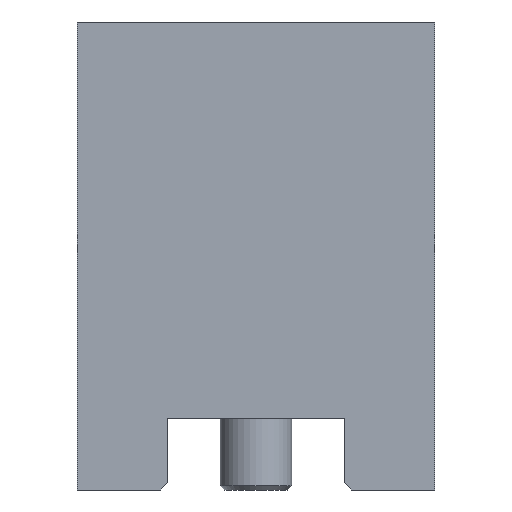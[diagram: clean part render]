
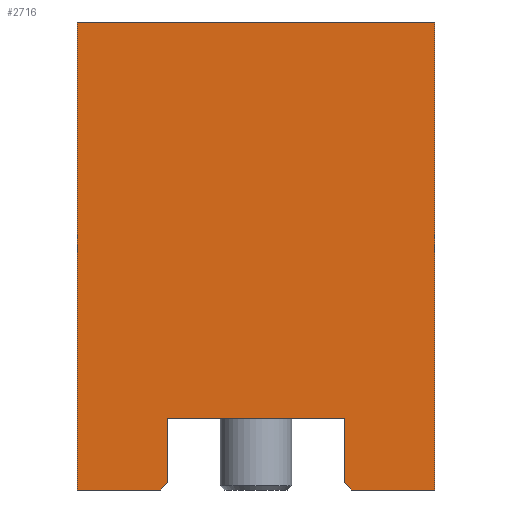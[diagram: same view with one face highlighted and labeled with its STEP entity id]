
A CAD part, front view. The second image highlights one B-rep face of the part: STEP entity #2716.
In plain terms, the highlighted planar face has unit normal (0, -1, 0).
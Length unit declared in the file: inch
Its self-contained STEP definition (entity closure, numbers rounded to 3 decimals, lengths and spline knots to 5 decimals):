
#10 = VECTOR ( 'NONE', #1558, 39.37008 ) ;
#55 = CARTESIAN_POINT ( 'NONE',  ( -0.125, -0.125, -0.201 ) ) ;
#71 = VERTEX_POINT ( 'NONE', #2846 ) ;
#118 = EDGE_CURVE ( 'NONE', #161, #503, #895, .T. ) ;
#125 = CARTESIAN_POINT ( 'NONE',  ( 0.125, -0.125, 0.126 ) ) ;
#143 = ORIENTED_EDGE ( 'NONE', *, *, #1262, .T. ) ;
#161 = VERTEX_POINT ( 'NONE', #421 ) ;
#169 = CARTESIAN_POINT ( 'NONE',  ( -0.096, -0.125, -0.23 ) ) ;
#220 = DIRECTION ( 'NONE',  ( 1., 0., 0. ) ) ;
#246 = VERTEX_POINT ( 'NONE', #2322 ) ;
#275 = ORIENTED_EDGE ( 'NONE', *, *, #1663, .F. ) ;
#368 = DIRECTION ( 'NONE',  ( 1., 0., 0. ) ) ;
#393 = ORIENTED_EDGE ( 'NONE', *, *, #118, .F. ) ;
#409 = ORIENTED_EDGE ( 'NONE', *, *, #2019, .F. ) ;
#421 = CARTESIAN_POINT ( 'NONE',  ( -0.062, -0.125, -0.151 ) ) ;
#472 = CARTESIAN_POINT ( 'NONE',  ( -0.062, -0.125, -0.196 ) ) ;
#483 = ORIENTED_EDGE ( 'NONE', *, *, #2033, .T. ) ;
#484 = LINE ( 'NONE', #1748, #1636 ) ;
#503 = VERTEX_POINT ( 'NONE', #472 ) ;
#539 = CARTESIAN_POINT ( 'NONE',  ( 0.062, -0.125, -0.201 ) ) ;
#626 = CARTESIAN_POINT ( 'NONE',  ( 0.125, -0.125, -0.201 ) ) ;
#655 = ORIENTED_EDGE ( 'NONE', *, *, #1108, .T. ) ;
#675 = VECTOR ( 'NONE', #827, 39.37008 ) ;
#685 = CARTESIAN_POINT ( 'NONE',  ( -0.067, -0.125, -0.201 ) ) ;
#717 = CARTESIAN_POINT ( 'NONE',  ( -0.125, -0.125, -0.201 ) ) ;
#729 = VECTOR ( 'NONE', #1568, 39.37008 ) ;
#799 = DIRECTION ( 'NONE',  ( 0., 0., 1. ) ) ;
#827 = DIRECTION ( 'NONE',  ( 0., 0., 1. ) ) ;
#831 = LINE ( 'NONE', #1308, #2247 ) ;
#844 = LINE ( 'NONE', #1101, #1803 ) ;
#895 = LINE ( 'NONE', #2634, #2347 ) ;
#928 = LINE ( 'NONE', #2424, #2642 ) ;
#977 = EDGE_CURVE ( 'NONE', #1750, #503, #1862, .T. ) ;
#1022 = EDGE_CURVE ( 'NONE', #71, #1443, #1320, .T. ) ;
#1101 = CARTESIAN_POINT ( 'NONE',  ( -0.125, -0.125, -0.201 ) ) ;
#1108 = EDGE_CURVE ( 'NONE', #1327, #71, #844, .T. ) ;
#1173 = CARTESIAN_POINT ( 'NONE',  ( 0.062, -0.125, -0.196 ) ) ;
#1250 = VERTEX_POINT ( 'NONE', #1173 ) ;
#1262 = EDGE_CURVE ( 'NONE', #2210, #1750, #928, .T. ) ;
#1264 = DIRECTION ( 'NONE',  ( 0., 0., -1. ) ) ;
#1308 = CARTESIAN_POINT ( 'NONE',  ( -0.125, -0.125, -0.151 ) ) ;
#1311 = DIRECTION ( 'NONE',  ( 0.707, 0., -0.707 ) ) ;
#1320 = LINE ( 'NONE', #626, #675 ) ;
#1327 = VERTEX_POINT ( 'NONE', #2827 ) ;
#1409 = LINE ( 'NONE', #717, #2044 ) ;
#1429 = ORIENTED_EDGE ( 'NONE', *, *, #2710, .F. ) ;
#1443 = VERTEX_POINT ( 'NONE', #125 ) ;
#1558 = DIRECTION ( 'NONE',  ( 0.707, 0., 0.707 ) ) ;
#1568 = DIRECTION ( 'NONE',  ( 1., 0., 0. ) ) ;
#1603 = LINE ( 'NONE', #1620, #729 ) ;
#1620 = CARTESIAN_POINT ( 'NONE',  ( -0.125, -0.125, 0.126 ) ) ;
#1636 = VECTOR ( 'NONE', #1311, 39.37008 ) ;
#1651 = VERTEX_POINT ( 'NONE', #2088 ) ;
#1663 = EDGE_CURVE ( 'NONE', #246, #1443, #1603, .T. ) ;
#1748 = CARTESIAN_POINT ( 'NONE',  ( -0.029, -0.125, -0.105 ) ) ;
#1750 = VERTEX_POINT ( 'NONE', #685 ) ;
#1801 = LINE ( 'NONE', #539, #2421 ) ;
#1803 = VECTOR ( 'NONE', #368, 39.37008 ) ;
#1817 = FACE_OUTER_BOUND ( 'NONE', #2288, .T. ) ;
#1862 = LINE ( 'NONE', #169, #10 ) ;
#2019 = EDGE_CURVE ( 'NONE', #2210, #246, #1409, .T. ) ;
#2033 = EDGE_CURVE ( 'NONE', #1250, #1327, #484, .T. ) ;
#2044 = VECTOR ( 'NONE', #2692, 39.37008 ) ;
#2084 = AXIS2_PLACEMENT_3D ( 'NONE', #55, #2568, #1264 ) ;
#2088 = CARTESIAN_POINT ( 'NONE',  ( 0.062, -0.125, -0.151 ) ) ;
#2106 = ORIENTED_EDGE ( 'NONE', *, *, #977, .T. ) ;
#2210 = VERTEX_POINT ( 'NONE', #3053 ) ;
#2247 = VECTOR ( 'NONE', #2296, 39.37008 ) ;
#2257 = ORIENTED_EDGE ( 'NONE', *, *, #1022, .T. ) ;
#2288 = EDGE_LOOP ( 'NONE', ( #2559, #483, #655, #2257, #275, #409, #143, #2106, #393, #1429 ) ) ;
#2296 = DIRECTION ( 'NONE',  ( -1., 0., 0. ) ) ;
#2322 = CARTESIAN_POINT ( 'NONE',  ( -0.125, -0.125, 0.126 ) ) ;
#2347 = VECTOR ( 'NONE', #3152, 39.37008 ) ;
#2421 = VECTOR ( 'NONE', #799, 39.37008 ) ;
#2424 = CARTESIAN_POINT ( 'NONE',  ( -0.125, -0.125, -0.201 ) ) ;
#2556 = EDGE_CURVE ( 'NONE', #1250, #1651, #1801, .T. ) ;
#2559 = ORIENTED_EDGE ( 'NONE', *, *, #2556, .F. ) ;
#2568 = DIRECTION ( 'NONE',  ( 0., -1., 0. ) ) ;
#2634 = CARTESIAN_POINT ( 'NONE',  ( -0.062, -0.125, -0.201 ) ) ;
#2642 = VECTOR ( 'NONE', #220, 39.37008 ) ;
#2692 = DIRECTION ( 'NONE',  ( 0., 0., 1. ) ) ;
#2710 = EDGE_CURVE ( 'NONE', #1651, #161, #831, .T. ) ;
#2716 = ADVANCED_FACE ( 'NONE', ( #1817 ), #2820, .T. ) ;
#2820 = PLANE ( 'NONE',  #2084 ) ;
#2827 = CARTESIAN_POINT ( 'NONE',  ( 0.067, -0.125, -0.201 ) ) ;
#2846 = CARTESIAN_POINT ( 'NONE',  ( 0.125, -0.125, -0.201 ) ) ;
#3053 = CARTESIAN_POINT ( 'NONE',  ( -0.125, -0.125, -0.201 ) ) ;
#3152 = DIRECTION ( 'NONE',  ( 0., 0., -1. ) ) ;
